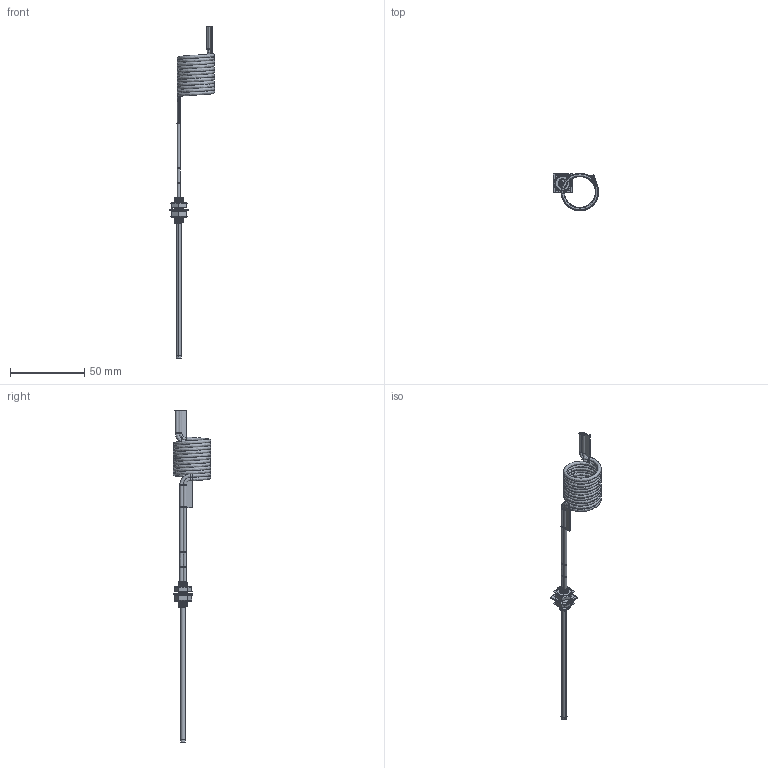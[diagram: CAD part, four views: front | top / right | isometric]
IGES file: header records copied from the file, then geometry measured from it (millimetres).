
Start section:  PTC IGES file: 166388.igs
Global section: file name: 166388.igs; native system: Creo Parametric by Parametric Technology Corporation; preprocessor: 2013230; author: pdmadmin; organization: Unknown; date: 20160211.081312; units: millimetre
Bounding box: 30.36 x 25.19 x 223.25 mm (x, y, z)
Volume: 3987.2 mm3; surface area: 64158.5 mm2
Topology: 11 solids, 11 shells, 662 faces, 3416 edges, 4390 vertices
Faces by surface type: revolution 470, bspline 192
